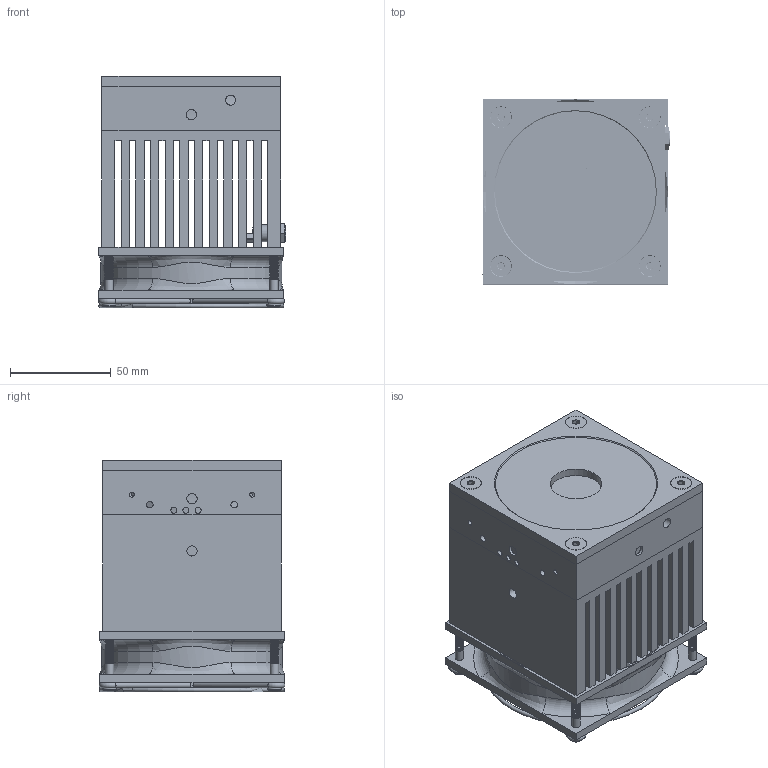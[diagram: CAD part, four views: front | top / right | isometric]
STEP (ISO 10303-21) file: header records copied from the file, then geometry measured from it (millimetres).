
FILE_DESCRIPTION (( 'STEP AP214' ), '1' );
FILE_NAME ('SK-9668A UP25N-250F-H12.STEP', '2024-05-17T17:37:46', ( '' ), ( '' ), 'SwSTEP 2.0', 'SolidWorks 2020', '' );
FILE_SCHEMA (( 'AUTOMOTIVE_DESIGN' ));
Length unit declared in the file: millimetre
Products named in the file (1): SK-9668A UP25N-250F-H12
Bounding box: 93.01 x 92.42 x 115.25 mm (x, y, z)
Volume: 568857.7 mm3; surface area: 240257.5 mm2
Topology: 16 solids, 16 shells, 698 faces, 1793 edges, 1141 vertices
Faces by surface type: plane 253, cylinder 245, cone 106, bspline 72, torus 22
Full cylindrical faces by diameter (mm): 2.5 x4, 2.7 x8, 3 x3, 3.175 x2, 3.18 x2, 3.3 x4, 3.454 x4, 3.797 x4, 4.166 x112, 4.3 x8, 5 x2, 5.105 x9, 5.6 x1, 5.613 x4, 6.858 x4, 7.2 x1, 7.8 x1, 8 x1, 8.3 x1, 10.439 x4, 11 x1, 25.6 x1, 30 x1, 30.5 x1, 40 x1, 55 x1, 88 x1, 90 x1
Entity records: 60571 total; most frequent: CARTESIAN_POINT 41525, ORIENTED_EDGE 2496, DIRECTION 2346, EDGE_CURVE 1248, AXIS2_PLACEMENT_3D 893, EDGE_LOOP 864, VERTEX_POINT 846, FACE_OUTER_BOUND 663
